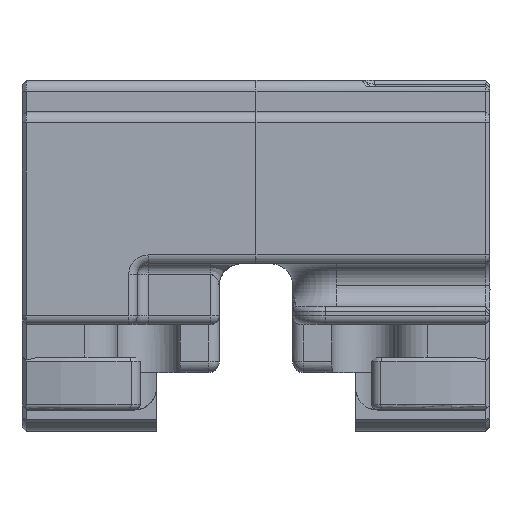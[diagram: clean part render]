
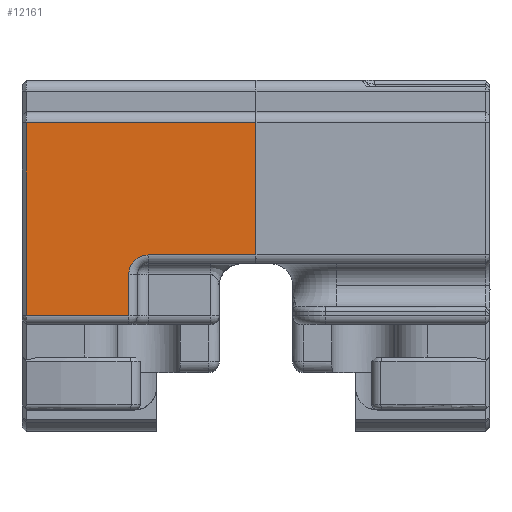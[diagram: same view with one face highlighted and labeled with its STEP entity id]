
A CAD part, top view. The second image highlights one B-rep face of the part: STEP entity #12161.
In plain terms, the highlighted planar face has unit normal (0, 0, 1).
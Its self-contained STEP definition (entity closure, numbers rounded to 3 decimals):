
#545=CIRCLE('',#12991,1.8);
#1114=FACE_OUTER_BOUND('',#1847,.T.);
#1847=EDGE_LOOP('',(#8488,#8489,#8490,#8491,#8492,#8493,#8494));
#2632=LINE('',#18281,#3861);
#2635=LINE('',#18298,#3864);
#2637=LINE('',#18305,#3866);
#2714=LINE('',#18528,#3943);
#2718=LINE('',#18540,#3947);
#2719=LINE('',#18541,#3948);
#3861=VECTOR('',#14508,10.);
#3864=VECTOR('',#14527,10.);
#3866=VECTOR('',#14535,10.);
#3943=VECTOR('',#14706,10.);
#3947=VECTOR('',#14718,10.);
#3948=VECTOR('',#14719,10.);
#5110=VERTEX_POINT('',#18278);
#5111=VERTEX_POINT('',#18280);
#5112=VERTEX_POINT('',#18284);
#5117=VERTEX_POINT('',#18296);
#5119=VERTEX_POINT('',#18304);
#5203=VERTEX_POINT('',#18526);
#5207=VERTEX_POINT('',#18539);
#6317=EDGE_CURVE('',#5110,#5111,#2632,.T.);
#6319=EDGE_CURVE('',#5111,#5112,#545,.T.);
#6326=EDGE_CURVE('',#5110,#5117,#2635,.T.);
#6329=EDGE_CURVE('',#5112,#5119,#2637,.T.);
#6433=EDGE_CURVE('',#5203,#5117,#2714,.T.);
#6438=EDGE_CURVE('',#5207,#5203,#2718,.T.);
#6439=EDGE_CURVE('',#5119,#5207,#2719,.T.);
#8488=ORIENTED_EDGE('',*,*,#6326,.T.);
#8489=ORIENTED_EDGE('',*,*,#6433,.F.);
#8490=ORIENTED_EDGE('',*,*,#6438,.F.);
#8491=ORIENTED_EDGE('',*,*,#6439,.F.);
#8492=ORIENTED_EDGE('',*,*,#6329,.F.);
#8493=ORIENTED_EDGE('',*,*,#6319,.F.);
#8494=ORIENTED_EDGE('',*,*,#6317,.F.);
#11698=PLANE('',#13050);
#12161=ADVANCED_FACE('',(#1114),#11698,.F.);
#12991=AXIS2_PLACEMENT_3D('',#18285,#14513,#14514);
#13050=AXIS2_PLACEMENT_3D('',#18538,#14716,#14717);
#14508=DIRECTION('',(0.,-1.,0.));
#14513=DIRECTION('center_axis',(0.,0.,
1.));
#14514=DIRECTION('ref_axis',(-0.707,-0.707,0.));
#14527=DIRECTION('',(-1.,0.,0.));
#14535=DIRECTION('',(1.,0.,0.));
#14706=DIRECTION('',(0.,1.,0.));
#14716=DIRECTION('center_axis',(0.,0.,
-1.));
#14717=DIRECTION('ref_axis',(-1.,0.,0.));
#14718=DIRECTION('',(-1.,0.,0.));
#14719=DIRECTION('',(0.,-1.,0.));
#18278=CARTESIAN_POINT('',(-59.629,128.542,40.967));
#18280=CARTESIAN_POINT('',(-59.629,118.592,40.967));
#18281=CARTESIAN_POINT('',(-59.629,129.842,40.967));
#18284=CARTESIAN_POINT('',(-57.829,116.792,40.967));
#18285=CARTESIAN_POINT('Origin',(-57.829,118.592,40.967));
#18296=CARTESIAN_POINT('',(-71.829,128.542,40.967));
#18298=CARTESIAN_POINT('',(-56.679,128.542,40.967));
#18304=CARTESIAN_POINT('',(-54.029,116.792,40.967));
#18305=CARTESIAN_POINT('',(-56.179,116.792,40.967));
#18526=CARTESIAN_POINT('',(-71.829,107.342,40.967));
#18528=CARTESIAN_POINT('',(-71.829,118.542,40.967));
#18538=CARTESIAN_POINT('Origin',(-53.729,108.542,40.967));
#18539=CARTESIAN_POINT('',(-54.029,107.342,40.967));
#18540=CARTESIAN_POINT('',(-51.029,107.342,40.967));
#18541=CARTESIAN_POINT('',(-54.029,123.442,40.967));
